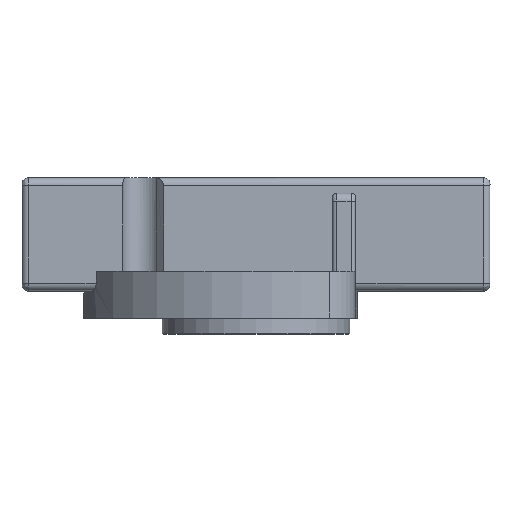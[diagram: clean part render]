
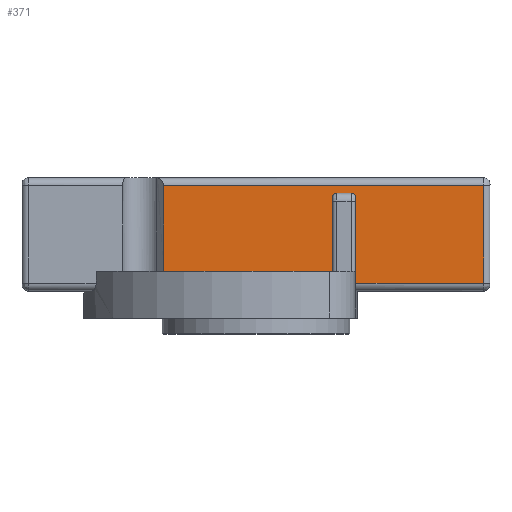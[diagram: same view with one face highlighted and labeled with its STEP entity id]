
A CAD part, top view. The second image highlights one B-rep face of the part: STEP entity #371.
In plain terms, the highlighted planar face has unit normal (0, 0, 1).
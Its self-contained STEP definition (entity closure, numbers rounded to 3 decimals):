
#43 = ORIENTED_EDGE ( 'NONE', *, *, #2543, .T. ) ;
#60 = LINE ( 'NONE', #1535, #2535 ) ;
#98 = CARTESIAN_POINT ( 'NONE',  ( 29.2, 4.5, 11.5 ) ) ;
#117 = CARTESIAN_POINT ( 'NONE',  ( 12.752, 15.756, 11.5 ) ) ;
#208 = EDGE_LOOP ( 'NONE', ( #2307, #2947, #1816, #991, #445, #2087, #43, #2490, #910, #384 ) ) ;
#291 = EDGE_CURVE ( 'NONE', #1358, #2666, #1413, .T. ) ;
#347 = DIRECTION ( 'NONE',  ( 1., 0., 0. ) ) ;
#348 = VERTEX_POINT ( 'NONE', #2205 ) ;
#354 = CARTESIAN_POINT ( 'NONE',  ( 12.801, 15.639, 11.5 ) ) ;
#356 = DIRECTION ( 'NONE',  ( 1., 0., 0. ) ) ;
#371 = ADVANCED_FACE ( 'NONE', ( #1449 ), #1263, .T. ) ;
#384 = ORIENTED_EDGE ( 'NONE', *, *, #291, .T. ) ;
#388 = CARTESIAN_POINT ( 'NONE',  ( -11.832, 17., 11.5 ) ) ;
#392 = VERTEX_POINT ( 'NONE', #1496 ) ;
#417 = CARTESIAN_POINT ( 'NONE',  ( 12.801, 15.5, 11.5 ) ) ;
#445 = ORIENTED_EDGE ( 'NONE', *, *, #1443, .F. ) ;
#507 = CARTESIAN_POINT ( 'NONE',  ( 29.2, 4.5, 11.5 ) ) ;
#521 = DIRECTION ( 'NONE',  ( 0., 1., 0. ) ) ;
#721 = VECTOR ( 'NONE', #521, 1000. ) ;
#803 = VECTOR ( 'NONE', #356, 1000. ) ;
#874 = CARTESIAN_POINT ( 'NONE',  ( 9.801, 15.5, 11.5 ) ) ;
#877 = CARTESIAN_POINT ( 'NONE',  ( 10.301, 15.5, 11.5 ) ) ;
#910 = ORIENTED_EDGE ( 'NONE', *, *, #1605, .T. ) ;
#991 = ORIENTED_EDGE ( 'NONE', *, *, #2647, .F. ) ;
#1005 = LINE ( 'NONE', #2259, #1874 ) ;
#1061 = DIRECTION ( 'NONE',  ( 1., 0., 0. ) ) ;
#1121 = LINE ( 'NONE', #507, #2905 ) ;
#1159 = EDGE_CURVE ( 'NONE', #348, #1542, #2262, .T. ) ;
#1206 = CARTESIAN_POINT ( 'NONE',  ( 12.801, 4.5, 11.5 ) ) ;
#1263 = PLANE ( 'NONE',  #2431 ) ;
#1351 = VERTEX_POINT ( 'NONE', #1206 ) ;
#1358 = VERTEX_POINT ( 'NONE', #1911 ) ;
#1396 = LINE ( 'NONE', #2623, #721 ) ;
#1413 = LINE ( 'NONE', #2933, #803 ) ;
#1443 = EDGE_CURVE ( 'NONE', #1542, #392, #1663, .T. ) ;
#1449 = FACE_OUTER_BOUND ( 'NONE', #208, .T. ) ;
#1496 = CARTESIAN_POINT ( 'NONE',  ( 29.2, 17., 11.5 ) ) ;
#1503 = CARTESIAN_POINT ( 'NONE',  ( 12.557, 15.951, 11.5 ) ) ;
#1535 = CARTESIAN_POINT ( 'NONE',  ( 29.2, 17., 11.5 ) ) ;
#1542 = VERTEX_POINT ( 'NONE', #388 ) ;
#1560 = DIRECTION ( 'NONE',  ( 0., -1., 0. ) ) ;
#1605 = EDGE_CURVE ( 'NONE', #2372, #1358, #1845, .T. ) ;
#1650 = VECTOR ( 'NONE', #1061, 1000. ) ;
#1663 = LINE ( 'NONE', #2850, #2000 ) ;
#1720 = AXIS2_PLACEMENT_3D ( 'NONE', #877, #2292, #3016 ) ;
#1773 = DIRECTION ( 'NONE',  ( 0., -1., 0. ) ) ;
#1775 = LINE ( 'NONE', #2896, #1650 ) ;
#1816 = ORIENTED_EDGE ( 'NONE', *, *, #2451, .F. ) ;
#1845 = CIRCLE ( 'NONE', #1720, 0.5 ) ;
#1874 = VECTOR ( 'NONE', #1560, 1000. ) ;
#1877 = B_SPLINE_CURVE_WITH_KNOTS ( 'NONE', 3,
 ( #2452, #2686, #1503, #117, #354, #2180 ),
 .UNSPECIFIED., .F., .F.,
 ( 4, 2, 4 ),
 ( 0., 0.5, 1. ),
 .UNSPECIFIED. ) ;
#1900 = VERTEX_POINT ( 'NONE', #2615 ) ;
#1911 = CARTESIAN_POINT ( 'NONE',  ( 10.301, 16., 11.5 ) ) ;
#2000 = VECTOR ( 'NONE', #2816, 1000. ) ;
#2087 = ORIENTED_EDGE ( 'NONE', *, *, #1159, .F. ) ;
#2131 = DIRECTION ( 'NONE',  ( -1., 0., 0. ) ) ;
#2180 = CARTESIAN_POINT ( 'NONE',  ( 12.801, 15.5, 11.5 ) ) ;
#2182 = CARTESIAN_POINT ( 'NONE',  ( -11.832, 4.5, 11.5 ) ) ;
#2205 = CARTESIAN_POINT ( 'NONE',  ( -11.832, 6., 11.5 ) ) ;
#2230 = CARTESIAN_POINT ( 'NONE',  ( 12.301, 16., 11.5 ) ) ;
#2259 = CARTESIAN_POINT ( 'NONE',  ( 12.801, 15.5, 11.5 ) ) ;
#2260 = EDGE_CURVE ( 'NONE', #2366, #1351, #1005, .T. ) ;
#2262 = LINE ( 'NONE', #2899, #2295 ) ;
#2292 = DIRECTION ( 'NONE',  ( 0., 0., -1. ) ) ;
#2295 = VECTOR ( 'NONE', #2921, 1000. ) ;
#2307 = ORIENTED_EDGE ( 'NONE', *, *, #2547, .T. ) ;
#2366 = VERTEX_POINT ( 'NONE', #417 ) ;
#2372 = VERTEX_POINT ( 'NONE', #874 ) ;
#2431 = AXIS2_PLACEMENT_3D ( 'NONE', #2182, #2455, #347 ) ;
#2451 = EDGE_CURVE ( 'NONE', #2639, #1351, #1121, .T. ) ;
#2452 = CARTESIAN_POINT ( 'NONE',  ( 12.301, 16., 11.5 ) ) ;
#2455 = DIRECTION ( 'NONE',  ( 0., 0., 1. ) ) ;
#2471 = EDGE_CURVE ( 'NONE', #1900, #2372, #1396, .T. ) ;
#2490 = ORIENTED_EDGE ( 'NONE', *, *, #2471, .T. ) ;
#2535 = VECTOR ( 'NONE', #1773, 1000. ) ;
#2543 = EDGE_CURVE ( 'NONE', #348, #1900, #1775, .T. ) ;
#2547 = EDGE_CURVE ( 'NONE', #2666, #2366, #1877, .T. ) ;
#2615 = CARTESIAN_POINT ( 'NONE',  ( 9.801, 6., 11.5 ) ) ;
#2623 = CARTESIAN_POINT ( 'NONE',  ( 9.801, 6., 11.5 ) ) ;
#2639 = VERTEX_POINT ( 'NONE', #98 ) ;
#2647 = EDGE_CURVE ( 'NONE', #392, #2639, #60, .T. ) ;
#2666 = VERTEX_POINT ( 'NONE', #2230 ) ;
#2686 = CARTESIAN_POINT ( 'NONE',  ( 12.439, 16., 11.5 ) ) ;
#2816 = DIRECTION ( 'NONE',  ( 1., 0., 0. ) ) ;
#2850 = CARTESIAN_POINT ( 'NONE',  ( -11.832, 17., 11.5 ) ) ;
#2896 = CARTESIAN_POINT ( 'NONE',  ( -11.832, 6., 11.5 ) ) ;
#2899 = CARTESIAN_POINT ( 'NONE',  ( -11.832, 6., 11.5 ) ) ;
#2905 = VECTOR ( 'NONE', #2131, 1000. ) ;
#2921 = DIRECTION ( 'NONE',  ( 0., 1., 0. ) ) ;
#2933 = CARTESIAN_POINT ( 'NONE',  ( 10.301, 16., 11.5 ) ) ;
#2947 = ORIENTED_EDGE ( 'NONE', *, *, #2260, .T. ) ;
#3016 = DIRECTION ( 'NONE',  ( -1., 0., 0. ) ) ;
